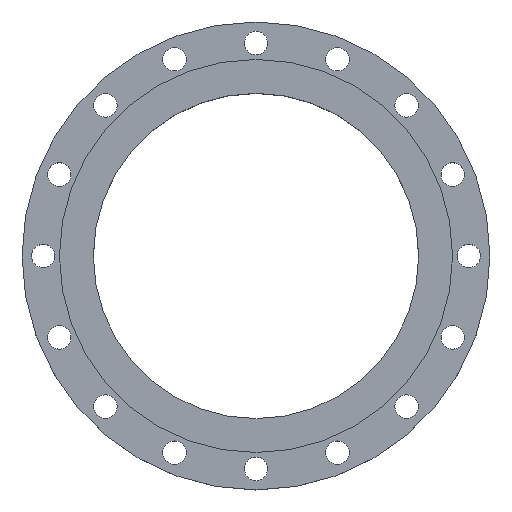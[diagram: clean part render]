
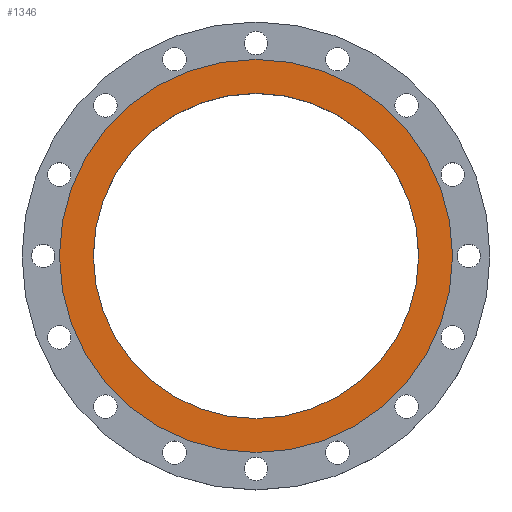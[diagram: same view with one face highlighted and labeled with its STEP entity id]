
A CAD part, top view. The second image highlights one B-rep face of the part: STEP entity #1346.
In plain terms, the highlighted planar face has unit normal (0, 0, 1).
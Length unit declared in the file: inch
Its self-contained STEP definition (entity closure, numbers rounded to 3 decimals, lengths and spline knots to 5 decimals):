
#9 = VERTEX_POINT ( 'NONE', #1235 ) ;
#121 = CARTESIAN_POINT ( 'NONE',  ( 0., 0., 0. ) ) ;
#130 = FACE_OUTER_BOUND ( 'NONE', #552, .T. ) ;
#165 = AXIS2_PLACEMENT_3D ( 'NONE', #1560, #341, #1422 ) ;
#265 = EDGE_CURVE ( 'NONE', #9, #689, #1073, .T. ) ;
#300 = AXIS2_PLACEMENT_3D ( 'NONE', #121, #659, #1214 ) ;
#307 = ORIENTED_EDGE ( 'NONE', *, *, #265, .T. ) ;
#334 = DIRECTION ( 'NONE',  ( 1., 0., 0. ) ) ;
#341 = DIRECTION ( 'NONE',  ( 0., 0., 1. ) ) ;
#404 = DIRECTION ( 'NONE',  ( 0., 0., -1. ) ) ;
#476 = ORIENTED_EDGE ( 'NONE', *, *, #975, .F. ) ;
#512 = EDGE_CURVE ( 'NONE', #949, #595, #1076, .T. ) ;
#513 = DIRECTION ( 'NONE',  ( 1., 0., 0. ) ) ;
#521 = CARTESIAN_POINT ( 'NONE',  ( 8.688, 0., 0. ) ) ;
#523 = EDGE_LOOP ( 'NONE', ( #476, #1481 ) ) ;
#552 = EDGE_LOOP ( 'NONE', ( #307, #903 ) ) ;
#555 = CIRCLE ( 'NONE', #820, 8.688 ) ;
#559 = AXIS2_PLACEMENT_3D ( 'NONE', #1503, #1231, #513 ) ;
#595 = VERTEX_POINT ( 'NONE', #521 ) ;
#599 = DIRECTION ( 'NONE',  ( 0., 0., 1. ) ) ;
#659 = DIRECTION ( 'NONE',  ( 0., 0., 1. ) ) ;
#689 = VERTEX_POINT ( 'NONE', #1048 ) ;
#820 = AXIS2_PLACEMENT_3D ( 'NONE', #1550, #599, #334 ) ;
#903 = ORIENTED_EDGE ( 'NONE', *, *, #1433, .T. ) ;
#949 = VERTEX_POINT ( 'NONE', #1158 ) ;
#950 = PLANE ( 'NONE',  #1028 ) ;
#975 = EDGE_CURVE ( 'NONE', #595, #949, #555, .T. ) ;
#1028 = AXIS2_PLACEMENT_3D ( 'NONE', #1616, #404, #1482 ) ;
#1048 = CARTESIAN_POINT ( 'NONE',  ( -10.5, 0., 0. ) ) ;
#1073 = CIRCLE ( 'NONE', #300, 10.5 ) ;
#1076 = CIRCLE ( 'NONE', #165, 8.688 ) ;
#1158 = CARTESIAN_POINT ( 'NONE',  ( -8.688, 0., 0. ) ) ;
#1214 = DIRECTION ( 'NONE',  ( 1., 0., 0. ) ) ;
#1231 = DIRECTION ( 'NONE',  ( 0., 0., 1. ) ) ;
#1235 = CARTESIAN_POINT ( 'NONE',  ( 10.5, 0., 0. ) ) ;
#1341 = FACE_BOUND ( 'NONE', #523, .T. ) ;
#1346 = ADVANCED_FACE ( 'NONE', ( #1341, #130 ), #950, .F. ) ;
#1358 = CIRCLE ( 'NONE', #559, 10.5 ) ;
#1422 = DIRECTION ( 'NONE',  ( 1., 0., 0. ) ) ;
#1433 = EDGE_CURVE ( 'NONE', #689, #9, #1358, .T. ) ;
#1481 = ORIENTED_EDGE ( 'NONE', *, *, #512, .F. ) ;
#1482 = DIRECTION ( 'NONE',  ( -1., 0., 0. ) ) ;
#1503 = CARTESIAN_POINT ( 'NONE',  ( 0., 0., 0. ) ) ;
#1550 = CARTESIAN_POINT ( 'NONE',  ( 0., 0., 0. ) ) ;
#1560 = CARTESIAN_POINT ( 'NONE',  ( 0., 0., 0. ) ) ;
#1616 = CARTESIAN_POINT ( 'NONE',  ( 0., 8.688, 0. ) ) ;
